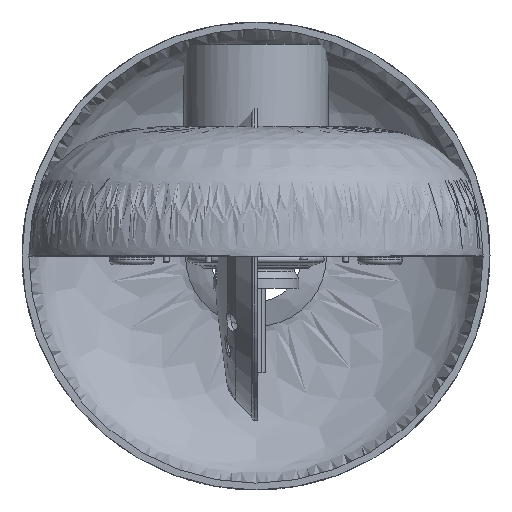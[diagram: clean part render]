
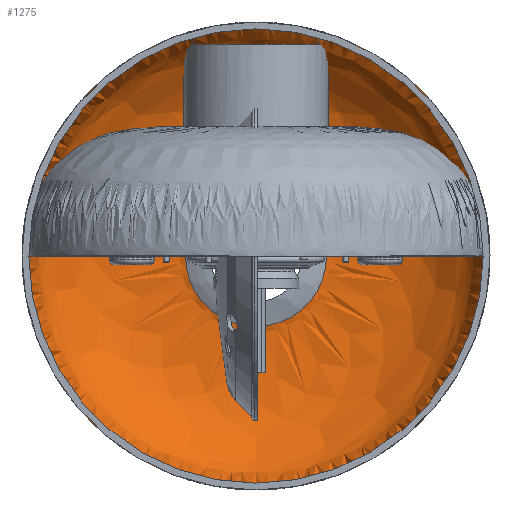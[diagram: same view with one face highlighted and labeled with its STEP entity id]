
A CAD part, left-side view. The second image highlights one B-rep face of the part: STEP entity #1275.
In plain terms, the highlighted face is a revolution surface.
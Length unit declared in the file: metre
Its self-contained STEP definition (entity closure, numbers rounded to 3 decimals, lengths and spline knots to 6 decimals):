
#1275 = ADVANCED_FACE( '', ( #1863, #1864 ), #1865, .F. );
#1863 = FACE_OUTER_BOUND( '', #3260, .T. );
#1864 = FACE_OUTER_BOUND( '', #3261, .T. );
#1865 = SURFACE_OF_REVOLUTION( '', #3262, #3263 );
#3260 = EDGE_LOOP( '', ( #8866 ) );
#3261 = EDGE_LOOP( '', ( #8867 ) );
#3262 = ( B_SPLINE_CURVE( 5, ( #8869, #8870, #8871, #8872, #8873, #8874, #8875, #8876, #8877, #8878, #8879, #8880, #8881, #8882, #8883, #8884, #8885, #8886, #8887, #8888, #8889, #8890, #8891, #8892, #8893, #8894 ), .UNSPECIFIED., .F., .F. )B_SPLINE_CURVE_WITH_KNOTS( ( 6, 5, 5, 5, 5, 6 ), ( 0., 0.132822, 0.150401, 0.923992, 0.941571, 1. ), .UNSPECIFIED. )RATIONAL_B_SPLINE_CURVE( ( 1., 1.008, 1.018, 1.028, 1.037, 1.045, 1.045, 1.045, 1.045, 1.045, 1.045, 1.021, 1.009, 1.009, 1.021, 1.045, 1.045, 1.045, 1.045, 1.045, 1.045, 1.045, 1.045, 1.045, 1.045, 1.045 ) )BOUNDED_CURVE(  )REPRESENTATION_ITEM( '' )GEOMETRIC_REPRESENTATION_ITEM(  )CURVE(  ) );
#3263 = AXIS1_PLACEMENT( '', #8901, #8902 );
#8866 = ORIENTED_EDGE( '', *, *, #13121, .F. );
#8867 = ORIENTED_EDGE( '', *, *, #13125, .T. );
#8869 = CARTESIAN_POINT( '', ( 0.016555, 0., 0.034318 ) );
#8870 = CARTESIAN_POINT( '', ( 0.0171, 0., 0.035213 ) );
#8871 = CARTESIAN_POINT( '', ( 0.01748, 0., 0.036128 ) );
#8872 = CARTESIAN_POINT( '', ( 0.017719, 0., 0.03738 ) );
#8873 = CARTESIAN_POINT( '', ( 0.017837, 0., 0.039277 ) );
#8874 = CARTESIAN_POINT( '', ( 0.017857, 0., 0.042129 ) );
#8875 = CARTESIAN_POINT( '', ( 0.017896, 0., 0.047682 ) );
#8876 = CARTESIAN_POINT( '', ( 0.017539, 0., 0.055094 ) );
#8877 = CARTESIAN_POINT( '', ( 0.016803, 0., 0.063084 ) );
#8878 = CARTESIAN_POINT( '', ( 0.015702, 0., 0.070374 ) );
#8879 = CARTESIAN_POINT( '', ( 0.014253, 0., 0.075684 ) );
#8880 = CARTESIAN_POINT( '', ( 0.011927, 0., 0.084207 ) );
#8881 = CARTESIAN_POINT( '', ( 0.008182, 0., 0.092295 ) );
#8882 = CARTESIAN_POINT( '', ( 0.003099, 0., 0.099647 ) );
#8883 = CARTESIAN_POINT( '', ( -0.003145, 0., 0.106008 ) );
#8884 = CARTESIAN_POINT( '', ( -0.010297, 0., 0.111194 ) );
#8885 = CARTESIAN_POINT( '', ( -0.01528, 0., 0.114807 ) );
#8886 = CARTESIAN_POINT( '', ( -0.02069, 0., 0.11783 ) );
#8887 = CARTESIAN_POINT( '', ( -0.031567, 0., 0.119537 ) );
#8888 = CARTESIAN_POINT( '', ( -0.038073, 0., 0.119759 ) );
#8889 = CARTESIAN_POINT( '', ( -0.044581, 0., 0.119911 ) );
#8890 = CARTESIAN_POINT( '', ( -0.045411, 0., 0.119931 ) );
#8891 = CARTESIAN_POINT( '', ( -0.046241, 0., 0.119949 ) );
#8892 = CARTESIAN_POINT( '', ( -0.047071, 0., 0.119967 ) );
#8893 = CARTESIAN_POINT( '', ( -0.047901, 0., 0.119984 ) );
#8894 = CARTESIAN_POINT( '', ( -0.048731, 0., 0.12 ) );
#8901 = CARTESIAN_POINT( '', ( -0.06, 0., 0. ) );
#8902 = DIRECTION( '', ( 1., 0., 0. ) );
#13121 = EDGE_CURVE( '', #14492, #14492, #14493, .T. );
#13125 = EDGE_CURVE( '', #14500, #14500, #14501, .T. );
#14492 = VERTEX_POINT( '', #16762 );
#14493 = CIRCLE( '', #16763, 0.12 );
#14500 = VERTEX_POINT( '', #16770 );
#14501 = CIRCLE( '', #16771, 0.03435 );
#16762 = CARTESIAN_POINT( '', ( -0.048731, 0., 0.12 ) );
#16763 = AXIS2_PLACEMENT_3D( '', #23402, #23403, #23404 );
#16770 = CARTESIAN_POINT( '', ( 0.016574, 0., 0.03435 ) );
#16771 = AXIS2_PLACEMENT_3D( '', #23414, #23415, #23416 );
#23402 = CARTESIAN_POINT( '', ( -0.048731, 0., 0. ) );
#23403 = DIRECTION( '', ( -1., 0., 0. ) );
#23404 = DIRECTION( '', ( 0., 0., 1. ) );
#23414 = CARTESIAN_POINT( '', ( 0.016574, 0., 0. ) );
#23415 = DIRECTION( '', ( -1., 0., 0. ) );
#23416 = DIRECTION( '', ( 0., 0., 1. ) );
